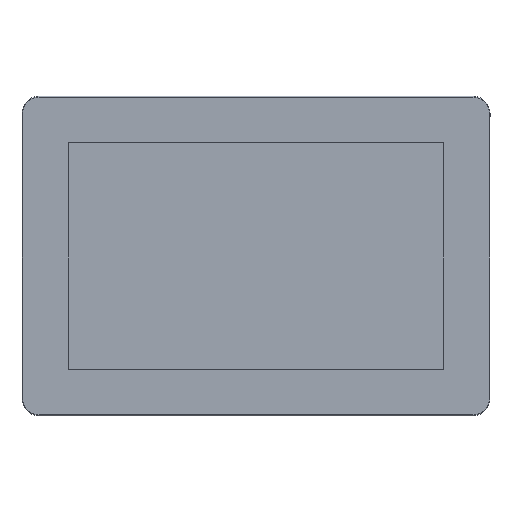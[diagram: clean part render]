
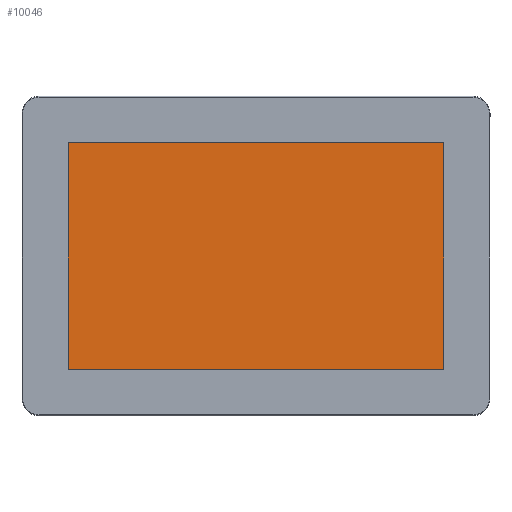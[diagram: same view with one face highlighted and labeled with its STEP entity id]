
A CAD part, top view. The second image highlights one B-rep face of the part: STEP entity #10046.
In plain terms, the highlighted planar face has unit normal (0, 0, 1).
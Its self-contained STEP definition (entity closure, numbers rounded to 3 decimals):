
#520=FACE_OUTER_BOUND('',#1069,.T.);
#1069=EDGE_LOOP('',(#6783,#6784,#6785,#6786));
#1648=LINE('',#14385,#2958);
#1652=LINE('',#14393,#2962);
#1655=LINE('',#14399,#2965);
#1658=LINE('',#14404,#2968);
#2958=VECTOR('',#11683,10.);
#2962=VECTOR('',#11689,10.);
#2965=VECTOR('',#11694,10.);
#2968=VECTOR('',#11699,10.);
#4256=VERTEX_POINT('',#14383);
#4257=VERTEX_POINT('',#14384);
#4260=VERTEX_POINT('',#14392);
#4262=VERTEX_POINT('',#14398);
#5241=EDGE_CURVE('',#4256,#4257,#1648,.T.);
#5245=EDGE_CURVE('',#4257,#4260,#1652,.T.);
#5248=EDGE_CURVE('',#4260,#4262,#1655,.T.);
#5251=EDGE_CURVE('',#4262,#4256,#1658,.T.);
#6783=ORIENTED_EDGE('',*,*,#5251,.T.);
#6784=ORIENTED_EDGE('',*,*,#5241,.T.);
#6785=ORIENTED_EDGE('',*,*,#5245,.T.);
#6786=ORIENTED_EDGE('',*,*,#5248,.T.);
#9569=PLANE('',#10884);
#10046=ADVANCED_FACE('',(#520),#9569,.T.);
#10884=AXIS2_PLACEMENT_3D('',#14406,#11701,#11702);
#11683=DIRECTION('',(1.,0.,0.));
#11689=DIRECTION('',(0.,1.,0.));
#11694=DIRECTION('',(-1.,0.,0.));
#11699=DIRECTION('',(0.,-1.,0.));
#11701=DIRECTION('center_axis',(0.,0.,1.));
#11702=DIRECTION('ref_axis',(1.,0.,0.));
#14383=CARTESIAN_POINT('',(-54.5,-32.9,1.1));
#14384=CARTESIAN_POINT('',(54.5,-32.9,1.1));
#14385=CARTESIAN_POINT('',(-54.5,-32.9,1.1));
#14392=CARTESIAN_POINT('',(54.5,32.9,1.1));
#14393=CARTESIAN_POINT('',(54.5,-32.9,1.1));
#14398=CARTESIAN_POINT('',(-54.5,32.9,1.1));
#14399=CARTESIAN_POINT('',(54.5,32.9,1.1));
#14404=CARTESIAN_POINT('',(-54.5,32.9,1.1));
#14406=CARTESIAN_POINT('Origin',(0.,0.,
1.1));
